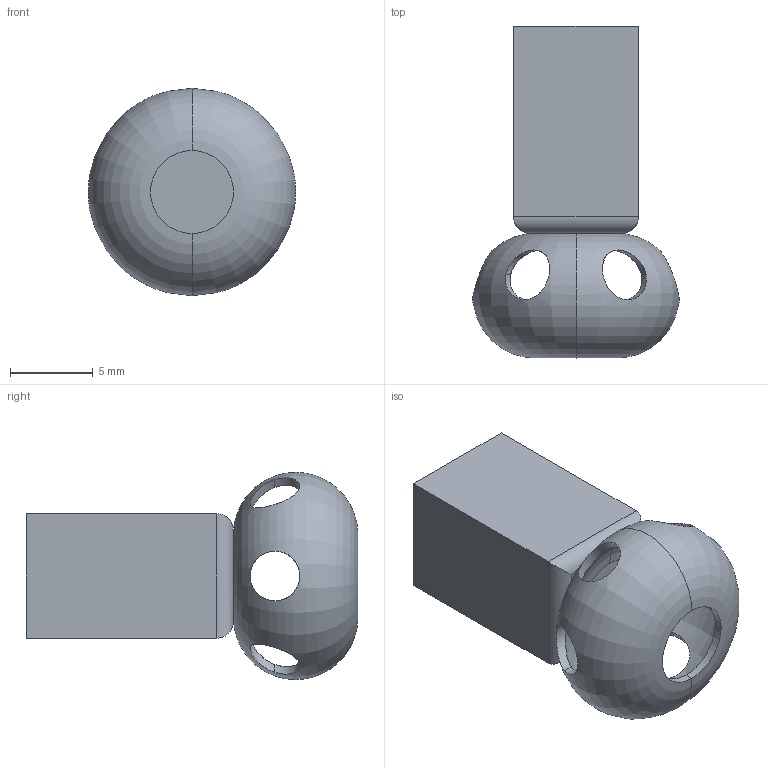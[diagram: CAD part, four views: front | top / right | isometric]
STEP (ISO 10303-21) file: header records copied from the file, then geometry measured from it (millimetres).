
FILE_DESCRIPTION (( 'STEP AP214' ), '1' );
FILE_NAME ('TestSpring2.STEP', '2022-12-08T18:06:08', ( '' ), ( '' ), 'SwSTEP 2.0', 'SolidWorks 2021', '' );
FILE_SCHEMA (( 'AUTOMOTIVE_DESIGN' ));
Length unit declared in the file: millimetre
Products named in the file (1): TestSpring2
Bounding box: 12.48 x 20 x 12.5 mm (x, y, z)
Volume: 846.4 mm3; surface area: 1074.6 mm2
Topology: 1 solids, 1 shells, 29 faces, 70 edges, 44 vertices
Faces by surface type: cylinder 18, plane 7, torus 4
Entity records: 1450 total; most frequent: CARTESIAN_POINT 764, ORIENTED_EDGE 140, DIRECTION 114, EDGE_CURVE 70, VERTEX_POINT 44, EDGE_LOOP 42, AXIS2_PLACEMENT_3D 42, VECTOR 30
